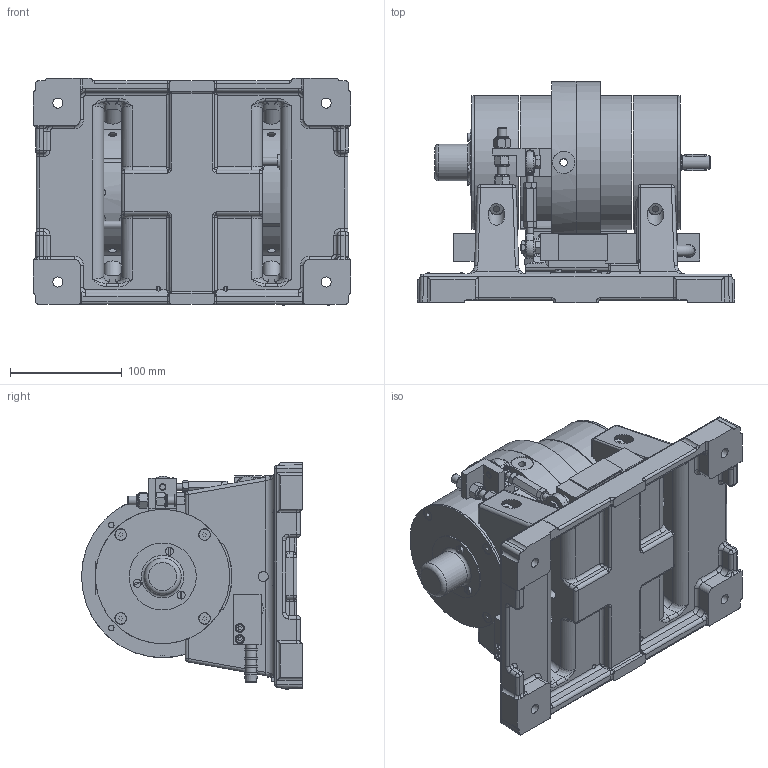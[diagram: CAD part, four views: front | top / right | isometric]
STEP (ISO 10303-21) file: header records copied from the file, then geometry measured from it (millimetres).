
FILE_DESCRIPTION (( 'STEP AP203' ), '1' );
FILE_NAME ('321-101-000-051_EF.STEP', '2014-01-23T15:02:12', ( 'ajoy' ), ( 'Microsoft' ), 'SwSTEP 2.0', 'SolidWorks 2012', '' );
FILE_SCHEMA (( 'CONFIG_CONTROL_DESIGN' ));
Products named in the file (1): 321-101-000-051_EF
Bounding box: 284.01 x 197.5 x 203.05 mm (x, y, z)
Surface area: 453583.4 mm2 (no closed solid volume)
Topology: 0 solids, 191 shells, 1378 faces, 6702 edges, 5358 vertices
Faces by surface type: plane 634, cylinder 379, bspline 142, torus 111, cone 79, sphere 33
Full cylindrical faces by diameter (mm): 1 x8, 1.5 x1, 1.8 x7, 3.3 x1, 4 x2, 4.2 x2, 4.3 x1, 5 x4, 5.5 x2, 6 x3, 6.8 x2, 7 x7, 8 x7, 8.5 x4, 8.6 x2, 9 x10, 9.7 x2, 10 x14, 10.4 x8, 11 x9, 11.5 x7, 12 x7, 12.5 x1, 13 x1, 14 x1, 15 x5, 16 x1, 18 x3, 20 x5, 22 x4
Entity records: 79965 total; most frequent: CARTESIAN_POINT 33781, ORIENTED_EDGE 8416, DIRECTION 7764, EDGE_CURVE 6307, VERTEX_POINT 5270, VECTOR 3090, LINE 3090, AXIS2_PLACEMENT_3D 2337
